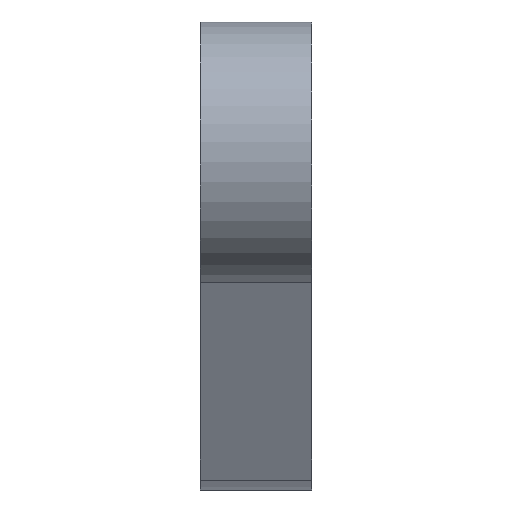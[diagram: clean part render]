
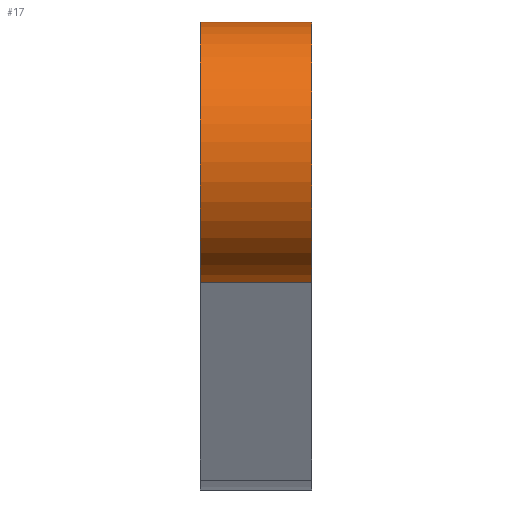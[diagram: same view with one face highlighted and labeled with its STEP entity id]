
A CAD part, front view. The second image highlights one B-rep face of the part: STEP entity #17.
In plain terms, the highlighted free-form (B-spline) face has degree [2, 1] with [5, 2] control points.
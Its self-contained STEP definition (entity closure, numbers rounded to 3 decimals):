
#17 = ADVANCED_FACE('',(#18),#31,.F.);
#18 = FACE_BOUND('',#19,.F.);
#19 = EDGE_LOOP('',(#20,#59,#93,#119));
#20 = ORIENTED_EDGE('',*,*,#21,.T.);
#21 = EDGE_CURVE('',#22,#24,#26,.T.);
#22 = VERTEX_POINT('',#23);
#23 = CARTESIAN_POINT('',(0.,-40.,-6.887));
#24 = VERTEX_POINT('',#25);
#25 = CARTESIAN_POINT('',(-3.8,-40.,-6.887));
#26 = SURFACE_CURVE('',#27,(#30,#48),.PCURVE_S1.);
#27 = B_SPLINE_CURVE_WITH_KNOTS('',1,(#28,#29),.UNSPECIFIED.,.F.,.F.,(2,
    2),(0.,3.8),.PIECEWISE_BEZIER_KNOTS.);
#28 = CARTESIAN_POINT('',(0.,-40.,-6.887));
#29 = CARTESIAN_POINT('',(-3.8,-40.,-6.887));
#30 = PCURVE('',#31,#42);
#31 = ( BOUNDED_SURFACE() B_SPLINE_SURFACE(2,1,(
    (#32,#33)
    ,(#34,#35)
    ,(#36,#37)
    ,(#38,#39)
,(#40,#41
    )),.UNSPECIFIED.,.F.,.F.,.F.) B_SPLINE_SURFACE_WITH_KNOTS((3,2,3),(2
    ,2),(4.936,6.507,8.078),(-3.8,0.),
.PIECEWISE_BEZIER_KNOTS.) GEOMETRIC_REPRESENTATION_ITEM() 
RATIONAL_B_SPLINE_SURFACE((
    (1.,1.)
    ,(0.707,0.707)
    ,(1.,1.)
    ,(0.707,0.707)
,(1.,1.))) REPRESENTATION_ITEM('') SURFACE() );
#32 = CARTESIAN_POINT('',(-3.8,-40.,-6.887));
#33 = CARTESIAN_POINT('',(0.,-40.,-6.887));
#34 = CARTESIAN_POINT('',(-3.8,-44.387,-5.887));
#35 = CARTESIAN_POINT('',(0.,-44.387,
    -5.887));
#36 = CARTESIAN_POINT('',(-3.8,-43.387,-1.5));
#37 = CARTESIAN_POINT('',(0.,-43.387,-1.5));
#38 = CARTESIAN_POINT('',(-3.8,-42.387,2.887));
#39 = CARTESIAN_POINT('',(0.,-42.387,
    2.887));
#40 = CARTESIAN_POINT('',(-3.8,-38.,1.887));
#41 = CARTESIAN_POINT('',(0.,-38.,1.887));
#42 = DEFINITIONAL_REPRESENTATION('',(#43),#47);
#43 = B_SPLINE_CURVE_WITH_KNOTS('',2,(#44,#45,#46),.UNSPECIFIED.,.F.,.F.
  ,(3,3),(0.,3.8),.PIECEWISE_BEZIER_KNOTS.);
#44 = CARTESIAN_POINT('',(4.936,0.));
#45 = CARTESIAN_POINT('',(4.936,-1.9));
#46 = CARTESIAN_POINT('',(4.936,-3.8));
#47 = ( GEOMETRIC_REPRESENTATION_CONTEXT(2) 
PARAMETRIC_REPRESENTATION_CONTEXT() REPRESENTATION_CONTEXT('2D SPACE',''
  ) );
#48 = PCURVE('',#49,#54);
#49 = B_SPLINE_SURFACE_WITH_KNOTS('',1,1,(
    (#50,#51)
    ,(#52,#53
    )),.UNSPECIFIED.,.F.,.F.,.F.,(2,2),(2,2),(0.,37.504),(-3.8,
    0.),.PIECEWISE_BEZIER_KNOTS.);
#50 = CARTESIAN_POINT('',(-3.8,-40.,-6.887));
#51 = CARTESIAN_POINT('',(0.,-40.,-6.887));
#52 = CARTESIAN_POINT('',(-3.8,-3.111,-13.65));
#53 = CARTESIAN_POINT('',(0.,-3.111,
    -13.65));
#54 = DEFINITIONAL_REPRESENTATION('',(#55),#58);
#55 = B_SPLINE_CURVE_WITH_KNOTS('',1,(#56,#57),.UNSPECIFIED.,.F.,.F.,(2,
    2),(0.,3.8),.PIECEWISE_BEZIER_KNOTS.);
#56 = CARTESIAN_POINT('',(0.,0.));
#57 = CARTESIAN_POINT('',(0.,-3.8));
#58 = ( GEOMETRIC_REPRESENTATION_CONTEXT(2) 
PARAMETRIC_REPRESENTATION_CONTEXT() REPRESENTATION_CONTEXT('2D SPACE',''
  ) );
#59 = ORIENTED_EDGE('',*,*,#60,.T.);
#60 = EDGE_CURVE('',#24,#61,#63,.T.);
#61 = VERTEX_POINT('',#62);
#62 = CARTESIAN_POINT('',(-3.8,-38.,1.887));
#63 = SURFACE_CURVE('',#64,(#70,#79),.PCURVE_S1.);
#64 = ( BOUNDED_CURVE() B_SPLINE_CURVE(2,(#65,#66,#67,#68,#69),
.UNSPECIFIED.,.F.,.F.) B_SPLINE_CURVE_WITH_KNOTS((3,2,3),(4.936
,6.507,8.078),.PIECEWISE_BEZIER_KNOTS.) CURVE() 
GEOMETRIC_REPRESENTATION_ITEM() RATIONAL_B_SPLINE_CURVE((1.,
0.707,1.,0.707,1.)) REPRESENTATION_ITEM('') );
#65 = CARTESIAN_POINT('',(-3.8,-40.,-6.887));
#66 = CARTESIAN_POINT('',(-3.8,-44.387,-5.887));
#67 = CARTESIAN_POINT('',(-3.8,-43.387,-1.5));
#68 = CARTESIAN_POINT('',(-3.8,-42.387,2.887));
#69 = CARTESIAN_POINT('',(-3.8,-38.,1.887));
#70 = PCURVE('',#31,#71);
#71 = DEFINITIONAL_REPRESENTATION('',(#72),#78);
#72 = B_SPLINE_CURVE_WITH_KNOTS('',2,(#73,#74,#75,#76,#77),
  .UNSPECIFIED.,.F.,.F.,(3,2,3),(4.936,6.507,
    8.078),.PIECEWISE_BEZIER_KNOTS.);
#73 = CARTESIAN_POINT('',(4.936,-3.8));
#74 = CARTESIAN_POINT('',(5.722,-3.8));
#75 = CARTESIAN_POINT('',(6.507,-3.8));
#76 = CARTESIAN_POINT('',(7.293,-3.8));
#77 = CARTESIAN_POINT('',(8.078,-3.8));
#78 = ( GEOMETRIC_REPRESENTATION_CONTEXT(2) 
PARAMETRIC_REPRESENTATION_CONTEXT() REPRESENTATION_CONTEXT('2D SPACE',''
  ) );
#79 = PCURVE('',#80,#85);
#80 = B_SPLINE_SURFACE_WITH_KNOTS('',1,1,(
    (#81,#82)
    ,(#83,#84
    )),.UNSPECIFIED.,.F.,.F.,.F.,(2,2),(2,2),(-7.136,
    8.96),(-51.301,3.573),
  .PIECEWISE_BEZIER_KNOTS.);
#81 = CARTESIAN_POINT('',(-3.8,11.301,-14.023));
#82 = CARTESIAN_POINT('',(-3.8,-43.573,-14.023));
#83 = CARTESIAN_POINT('',(-3.8,11.301,2.073));
#84 = CARTESIAN_POINT('',(-3.8,-43.573,2.073));
#85 = DEFINITIONAL_REPRESENTATION('',(#86),#92);
#86 = ( BOUNDED_CURVE() B_SPLINE_CURVE(2,(#87,#88,#89,#90,#91),
.UNSPECIFIED.,.F.,.F.) B_SPLINE_CURVE_WITH_KNOTS((3,2,3),(4.936
,6.507,8.078),.PIECEWISE_BEZIER_KNOTS.) CURVE() 
GEOMETRIC_REPRESENTATION_ITEM() RATIONAL_B_SPLINE_CURVE((1.,
0.707,1.,0.707,1.)) REPRESENTATION_ITEM('') );
#87 = CARTESIAN_POINT('',(0.,0.));
#88 = CARTESIAN_POINT('',(1.,4.387));
#89 = CARTESIAN_POINT('',(5.387,3.387));
#90 = CARTESIAN_POINT('',(9.775,2.387));
#91 = CARTESIAN_POINT('',(8.775,-2.));
#92 = ( GEOMETRIC_REPRESENTATION_CONTEXT(2) 
PARAMETRIC_REPRESENTATION_CONTEXT() REPRESENTATION_CONTEXT('2D SPACE',''
  ) );
#93 = ORIENTED_EDGE('',*,*,#94,.F.);
#94 = EDGE_CURVE('',#95,#61,#97,.T.);
#95 = VERTEX_POINT('',#96);
#96 = CARTESIAN_POINT('',(0.,-38.,1.887));
#97 = SURFACE_CURVE('',#98,(#101,#108),.PCURVE_S1.);
#98 = B_SPLINE_CURVE_WITH_KNOTS('',1,(#99,#100),.UNSPECIFIED.,.F.,.F.,(2
    ,2),(0.,3.8),.PIECEWISE_BEZIER_KNOTS.);
#99 = CARTESIAN_POINT('',(0.,-38.,1.887));
#100 = CARTESIAN_POINT('',(-3.8,-38.,1.887));
#101 = PCURVE('',#31,#102);
#102 = DEFINITIONAL_REPRESENTATION('',(#103),#107);
#103 = B_SPLINE_CURVE_WITH_KNOTS('',2,(#104,#105,#106),.UNSPECIFIED.,.F.
  ,.F.,(3,3),(0.,3.8),.PIECEWISE_BEZIER_KNOTS.);
#104 = CARTESIAN_POINT('',(8.078,0.));
#105 = CARTESIAN_POINT('',(8.078,-1.9));
#106 = CARTESIAN_POINT('',(8.078,-3.8));
#107 = ( GEOMETRIC_REPRESENTATION_CONTEXT(2) 
PARAMETRIC_REPRESENTATION_CONTEXT() REPRESENTATION_CONTEXT('2D SPACE',''
  ) );
#108 = PCURVE('',#109,#114);
#109 = B_SPLINE_SURFACE_WITH_KNOTS('',1,1,(
    (#110,#111)
    ,(#112,#113
    )),.UNSPECIFIED.,.F.,.F.,.F.,(2,2),(2,2),(0.,
    37.504),(-3.8,0.),
  .PIECEWISE_BEZIER_KNOTS.);
#110 = CARTESIAN_POINT('',(-3.8,-1.111,-4.875));
#111 = CARTESIAN_POINT('',(0.,-1.111,
    -4.875));
#112 = CARTESIAN_POINT('',(-3.8,-38.,1.887));
#113 = CARTESIAN_POINT('',(0.,-38.,1.887));
#114 = DEFINITIONAL_REPRESENTATION('',(#115),#118);
#115 = B_SPLINE_CURVE_WITH_KNOTS('',1,(#116,#117),.UNSPECIFIED.,.F.,.F.,
  (2,2),(0.,3.8),.PIECEWISE_BEZIER_KNOTS.);
#116 = CARTESIAN_POINT('',(37.504,0.));
#117 = CARTESIAN_POINT('',(37.504,-3.8));
#118 = ( GEOMETRIC_REPRESENTATION_CONTEXT(2) 
PARAMETRIC_REPRESENTATION_CONTEXT() REPRESENTATION_CONTEXT('2D SPACE',''
  ) );
#119 = ORIENTED_EDGE('',*,*,#120,.F.);
#120 = EDGE_CURVE('',#22,#95,#121,.T.);
#121 = SURFACE_CURVE('',#122,(#128,#137),.PCURVE_S1.);
#122 = ( BOUNDED_CURVE() B_SPLINE_CURVE(2,(#123,#124,#125,#126,#127),
.UNSPECIFIED.,.F.,.F.) B_SPLINE_CURVE_WITH_KNOTS((3,2,3),(4.936
,6.507,8.078),.PIECEWISE_BEZIER_KNOTS.) CURVE() 
GEOMETRIC_REPRESENTATION_ITEM() RATIONAL_B_SPLINE_CURVE((1.,
0.707,1.,0.707,1.)) REPRESENTATION_ITEM('') );
#123 = CARTESIAN_POINT('',(0.,-40.,-6.887));
#124 = CARTESIAN_POINT('',(0.,-44.387,
    -5.887));
#125 = CARTESIAN_POINT('',(0.,-43.387,-1.5));
#126 = CARTESIAN_POINT('',(0.,-42.387,
    2.887));
#127 = CARTESIAN_POINT('',(0.,-38.,1.887));
#128 = PCURVE('',#31,#129);
#129 = DEFINITIONAL_REPRESENTATION('',(#130),#136);
#130 = B_SPLINE_CURVE_WITH_KNOTS('',2,(#131,#132,#133,#134,#135),
  .UNSPECIFIED.,.F.,.F.,(3,2,3),(4.936,6.507,
    8.078),.PIECEWISE_BEZIER_KNOTS.);
#131 = CARTESIAN_POINT('',(4.936,0.));
#132 = CARTESIAN_POINT('',(5.722,0.));
#133 = CARTESIAN_POINT('',(6.507,0.));
#134 = CARTESIAN_POINT('',(7.293,0.));
#135 = CARTESIAN_POINT('',(8.078,0.));
#136 = ( GEOMETRIC_REPRESENTATION_CONTEXT(2) 
PARAMETRIC_REPRESENTATION_CONTEXT() REPRESENTATION_CONTEXT('2D SPACE',''
  ) );
#137 = PCURVE('',#138,#143);
#138 = B_SPLINE_SURFACE_WITH_KNOTS('',1,1,(
    (#139,#140)
    ,(#141,#142
    )),.UNSPECIFIED.,.F.,.F.,.F.,(2,2),(2,2),(-7.136,
    8.96),(-51.301,3.573),
  .PIECEWISE_BEZIER_KNOTS.);
#139 = CARTESIAN_POINT('',(0.,11.301,
    -14.023));
#140 = CARTESIAN_POINT('',(0.,-43.573,
    -14.023));
#141 = CARTESIAN_POINT('',(0.,11.301,
    2.073));
#142 = CARTESIAN_POINT('',(0.,-43.573,
    2.073));
#143 = DEFINITIONAL_REPRESENTATION('',(#144),#150);
#144 = ( BOUNDED_CURVE() B_SPLINE_CURVE(2,(#145,#146,#147,#148,#149),
.UNSPECIFIED.,.F.,.F.) B_SPLINE_CURVE_WITH_KNOTS((3,2,3),(4.936
,6.507,8.078),.PIECEWISE_BEZIER_KNOTS.) CURVE() 
GEOMETRIC_REPRESENTATION_ITEM() RATIONAL_B_SPLINE_CURVE((1.,
0.707,1.,0.707,1.)) REPRESENTATION_ITEM('') );
#145 = CARTESIAN_POINT('',(0.,0.));
#146 = CARTESIAN_POINT('',(1.,4.387));
#147 = CARTESIAN_POINT('',(5.387,3.387));
#148 = CARTESIAN_POINT('',(9.775,2.387));
#149 = CARTESIAN_POINT('',(8.775,-2.));
#150 = ( GEOMETRIC_REPRESENTATION_CONTEXT(2) 
PARAMETRIC_REPRESENTATION_CONTEXT() REPRESENTATION_CONTEXT('2D SPACE',''
  ) );
